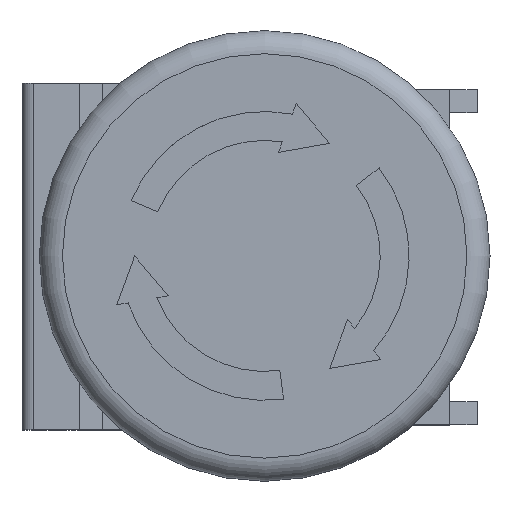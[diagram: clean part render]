
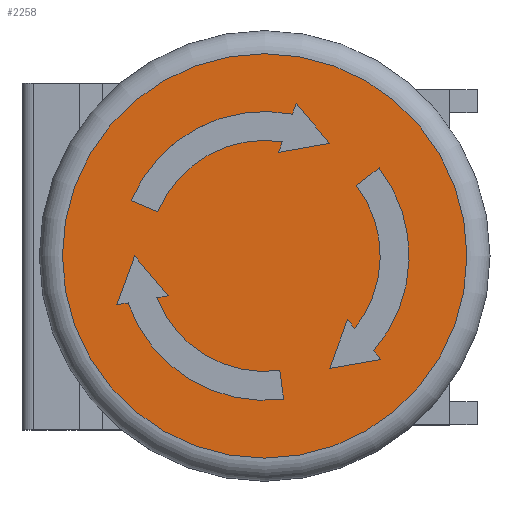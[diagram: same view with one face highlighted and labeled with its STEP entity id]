
A CAD part, top view. The second image highlights one B-rep face of the part: STEP entity #2258.
In plain terms, the highlighted planar face has unit normal (0, 0, 1).
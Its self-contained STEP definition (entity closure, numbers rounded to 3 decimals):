
#17=FACE_BOUND('',#488,.T.);
#18=FACE_BOUND('',#489,.T.);
#19=FACE_BOUND('',#490,.T.);
#136=CIRCLE('',#2493,12.5);
#138=CIRCLE('',#2497,10.);
#140=CIRCLE('',#2505,12.5);
#142=CIRCLE('',#2509,10.);
#144=CIRCLE('',#2517,12.5);
#146=CIRCLE('',#2521,10.);
#157=CIRCLE('',#2542,17.5);
#356=FACE_OUTER_BOUND('',#487,.T.);
#487=EDGE_LOOP('',(#2027));
#488=EDGE_LOOP('',(#2028,#2029,#2030,#2031,#2032,#2033,#2034));
#489=EDGE_LOOP('',(#2035,#2036,#2037,#2038,#2039,#2040,#2041));
#490=EDGE_LOOP('',(#2042,#2043,#2044,#2045,#2046,#2047,#2048));
#629=LINE('',#3793,#815);
#633=LINE('',#3805,#819);
#636=LINE('',#3811,#822);
#639=LINE('',#3817,#825);
#642=LINE('',#3822,#828);
#646=LINE('',#3836,#832);
#650=LINE('',#3848,#836);
#653=LINE('',#3854,#839);
#656=LINE('',#3860,#842);
#659=LINE('',#3865,#845);
#663=LINE('',#3879,#849);
#667=LINE('',#3891,#853);
#670=LINE('',#3897,#856);
#673=LINE('',#3903,#859);
#676=LINE('',#3908,#862);
#815=VECTOR('',#3118,10.);
#819=VECTOR('',#3130,10.);
#822=VECTOR('',#3135,10.);
#825=VECTOR('',#3140,10.);
#828=VECTOR('',#3145,10.);
#832=VECTOR('',#3159,10.);
#836=VECTOR('',#3171,10.);
#839=VECTOR('',#3176,10.);
#842=VECTOR('',#3181,10.);
#845=VECTOR('',#3186,10.);
#849=VECTOR('',#3200,10.);
#853=VECTOR('',#3212,10.);
#856=VECTOR('',#3217,10.);
#859=VECTOR('',#3222,10.);
#862=VECTOR('',#3227,10.);
#1026=VERTEX_POINT('',#3783);
#1027=VERTEX_POINT('',#3784);
#1030=VERTEX_POINT('',#3792);
#1032=VERTEX_POINT('',#3798);
#1034=VERTEX_POINT('',#3804);
#1036=VERTEX_POINT('',#3810);
#1038=VERTEX_POINT('',#3816);
#1040=VERTEX_POINT('',#3826);
#1041=VERTEX_POINT('',#3827);
#1044=VERTEX_POINT('',#3835);
#1046=VERTEX_POINT('',#3841);
#1048=VERTEX_POINT('',#3847);
#1050=VERTEX_POINT('',#3853);
#1052=VERTEX_POINT('',#3859);
#1054=VERTEX_POINT('',#3869);
#1055=VERTEX_POINT('',#3870);
#1058=VERTEX_POINT('',#3878);
#1060=VERTEX_POINT('',#3884);
#1062=VERTEX_POINT('',#3890);
#1064=VERTEX_POINT('',#3896);
#1066=VERTEX_POINT('',#3902);
#1075=VERTEX_POINT('',#3934);
#1325=EDGE_CURVE('',#1026,#1027,#136,.T.);
#1329=EDGE_CURVE('',#1030,#1026,#629,.T.);
#1332=EDGE_CURVE('',#1032,#1030,#138,.T.);
#1335=EDGE_CURVE('',#1034,#1032,#633,.T.);
#1338=EDGE_CURVE('',#1036,#1034,#636,.T.);
#1341=EDGE_CURVE('',#1038,#1036,#639,.T.);
#1344=EDGE_CURVE('',#1027,#1038,#642,.T.);
#1346=EDGE_CURVE('',#1040,#1041,#140,.T.);
#1350=EDGE_CURVE('',#1044,#1040,#646,.T.);
#1353=EDGE_CURVE('',#1046,#1044,#142,.T.);
#1356=EDGE_CURVE('',#1048,#1046,#650,.T.);
#1359=EDGE_CURVE('',#1050,#1048,#653,.T.);
#1362=EDGE_CURVE('',#1052,#1050,#656,.T.);
#1365=EDGE_CURVE('',#1041,#1052,#659,.T.);
#1367=EDGE_CURVE('',#1054,#1055,#144,.T.);
#1371=EDGE_CURVE('',#1058,#1054,#663,.T.);
#1374=EDGE_CURVE('',#1060,#1058,#146,.T.);
#1377=EDGE_CURVE('',#1062,#1060,#667,.T.);
#1380=EDGE_CURVE('',#1064,#1062,#670,.T.);
#1383=EDGE_CURVE('',#1066,#1064,#673,.T.);
#1386=EDGE_CURVE('',#1055,#1066,#676,.T.);
#1399=EDGE_CURVE('',#1075,#1075,#157,.T.);
#2027=ORIENTED_EDGE('',*,*,#1399,.F.);
#2028=ORIENTED_EDGE('',*,*,#1325,.T.);
#2029=ORIENTED_EDGE('',*,*,#1344,.T.);
#2030=ORIENTED_EDGE('',*,*,#1341,.T.);
#2031=ORIENTED_EDGE('',*,*,#1338,.T.);
#2032=ORIENTED_EDGE('',*,*,#1335,.T.);
#2033=ORIENTED_EDGE('',*,*,#1332,.T.);
#2034=ORIENTED_EDGE('',*,*,#1329,.T.);
#2035=ORIENTED_EDGE('',*,*,#1346,.T.);
#2036=ORIENTED_EDGE('',*,*,#1365,.T.);
#2037=ORIENTED_EDGE('',*,*,#1362,.T.);
#2038=ORIENTED_EDGE('',*,*,#1359,.T.);
#2039=ORIENTED_EDGE('',*,*,#1356,.T.);
#2040=ORIENTED_EDGE('',*,*,#1353,.T.);
#2041=ORIENTED_EDGE('',*,*,#1350,.T.);
#2042=ORIENTED_EDGE('',*,*,#1367,.T.);
#2043=ORIENTED_EDGE('',*,*,#1386,.T.);
#2044=ORIENTED_EDGE('',*,*,#1383,.T.);
#2045=ORIENTED_EDGE('',*,*,#1380,.T.);
#2046=ORIENTED_EDGE('',*,*,#1377,.T.);
#2047=ORIENTED_EDGE('',*,*,#1374,.T.);
#2048=ORIENTED_EDGE('',*,*,#1371,.T.);
#2129=PLANE('',#2544);
#2258=ADVANCED_FACE('',(#356,#17,#18,#19),#2129,.T.);
#2493=AXIS2_PLACEMENT_3D('',#3785,#3110,#3111);
#2497=AXIS2_PLACEMENT_3D('',#3799,#3123,#3124);
#2505=AXIS2_PLACEMENT_3D('',#3828,#3151,#3152);
#2509=AXIS2_PLACEMENT_3D('',#3842,#3164,#3165);
#2517=AXIS2_PLACEMENT_3D('',#3871,#3192,#3193);
#2521=AXIS2_PLACEMENT_3D('',#3885,#3205,#3206);
#2542=AXIS2_PLACEMENT_3D('',#3935,#3261,#3262);
#2544=AXIS2_PLACEMENT_3D('',#3937,#3265,#3266);
#3110=DIRECTION('center_axis',(0.,0.,-1.));
#3111=DIRECTION('ref_axis',(0.5,0.866,0.));
#3118=DIRECTION('',(-0.924,0.382,0.));
#3123=DIRECTION('center_axis',(0.,0.,1.));
#3124=DIRECTION('ref_axis',(0.5,0.866,0.));
#3130=DIRECTION('',(0.342,0.94,0.));
#3135=DIRECTION('',(-0.985,-0.174,0.));
#3140=DIRECTION('',(0.643,-0.766,0.));
#3145=DIRECTION('',(0.342,0.94,0.));
#3151=DIRECTION('center_axis',(0.,0.,-1.));
#3152=DIRECTION('ref_axis',(0.5,-0.866,0.));
#3159=DIRECTION('',(0.793,0.609,0.));
#3164=DIRECTION('center_axis',(0.,0.,1.));
#3165=DIRECTION('ref_axis',(0.5,-0.866,0.));
#3171=DIRECTION('',(0.643,-0.766,0.));
#3176=DIRECTION('',(0.342,0.94,0.));
#3181=DIRECTION('',(-0.985,-0.174,0.));
#3186=DIRECTION('',(0.643,-0.766,0.));
#3192=DIRECTION('center_axis',(0.,0.,-1.));
#3193=DIRECTION('ref_axis',(-1.,0.,0.));
#3200=DIRECTION('',(0.131,-0.991,0.));
#3205=DIRECTION('center_axis',(0.,0.,1.));
#3206=DIRECTION('ref_axis',(-1.,0.,0.));
#3212=DIRECTION('',(-0.985,-0.174,0.));
#3217=DIRECTION('',(0.643,-0.766,0.));
#3222=DIRECTION('',(0.342,0.94,0.));
#3227=DIRECTION('',(-0.985,-0.174,0.));
#3261=DIRECTION('center_axis',(0.,0.,-1.));
#3262=DIRECTION('ref_axis',(-1.,0.,0.));
#3265=DIRECTION('center_axis',(0.,0.,1.));
#3266=DIRECTION('ref_axis',(-1.,0.,0.));
#3783=CARTESIAN_POINT('',(-11.55,4.78,77.));
#3784=CARTESIAN_POINT('',(2.397,12.268,77.));
#3785=CARTESIAN_POINT('Origin',(0.,0.,77.));
#3792=CARTESIAN_POINT('',(-9.24,3.824,77.));
#3793=CARTESIAN_POINT('',(-4.62,1.912,77.));
#3798=CARTESIAN_POINT('',(1.529,9.882,77.));
#3799=CARTESIAN_POINT('Origin',(0.,0.,77.));
#3804=CARTESIAN_POINT('',(1.193,8.961,77.));
#3805=CARTESIAN_POINT('',(-0.316,4.812,77.));
#3810=CARTESIAN_POINT('',(5.625,9.743,77.));
#3811=CARTESIAN_POINT('',(2.064,9.114,77.));
#3816=CARTESIAN_POINT('',(2.732,13.19,77.));
#3817=CARTESIAN_POINT('',(5.415,9.993,77.));
#3822=CARTESIAN_POINT('',(0.286,6.466,77.));
#3826=CARTESIAN_POINT('',(9.915,7.613,77.));
#3827=CARTESIAN_POINT('',(9.426,-8.21,77.));
#3828=CARTESIAN_POINT('Origin',(0.,0.,77.));
#3835=CARTESIAN_POINT('',(7.932,6.09,77.));
#3836=CARTESIAN_POINT('',(3.966,3.045,77.));
#3841=CARTESIAN_POINT('',(7.794,-6.265,77.));
#3842=CARTESIAN_POINT('Origin',(0.,0.,77.));
#3847=CARTESIAN_POINT('',(7.164,-5.514,77.));
#3848=CARTESIAN_POINT('',(4.326,-2.133,77.));
#3853=CARTESIAN_POINT('',(5.625,-9.743,77.));
#3854=CARTESIAN_POINT('',(6.861,-6.345,77.));
#3859=CARTESIAN_POINT('',(10.057,-8.961,77.));
#3860=CARTESIAN_POINT('',(5.947,-9.686,77.));
#3865=CARTESIAN_POINT('',(5.457,-3.481,77.));
#3869=CARTESIAN_POINT('',(1.635,-12.393,77.));
#3870=CARTESIAN_POINT('',(-11.823,-4.058,77.));
#3871=CARTESIAN_POINT('Origin',(0.,0.,77.));
#3878=CARTESIAN_POINT('',(1.308,-9.914,77.));
#3879=CARTESIAN_POINT('',(0.654,-4.957,77.));
#3884=CARTESIAN_POINT('',(-9.323,-3.617,77.));
#3885=CARTESIAN_POINT('Origin',(0.,0.,77.));
#3890=CARTESIAN_POINT('',(-8.357,-3.447,77.));
#3891=CARTESIAN_POINT('',(-4.01,-2.68,77.));
#3896=CARTESIAN_POINT('',(-11.25,0.,77.));
#3897=CARTESIAN_POINT('',(-8.925,-2.77,77.));
#3902=CARTESIAN_POINT('',(-12.789,-4.229,77.));
#3903=CARTESIAN_POINT('',(-11.362,-0.307,77.));
#3908=CARTESIAN_POINT('',(-5.743,-2.986,77.));
#3934=CARTESIAN_POINT('',(-17.5,0.,77.));
#3935=CARTESIAN_POINT('Origin',(0.,0.,77.));
#3937=CARTESIAN_POINT('Origin',(0.,0.,77.));
